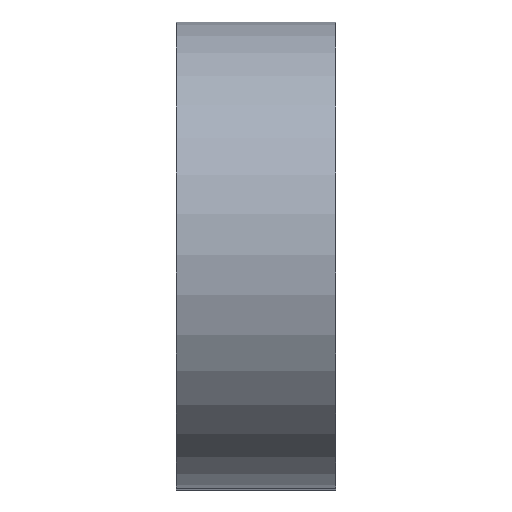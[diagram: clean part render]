
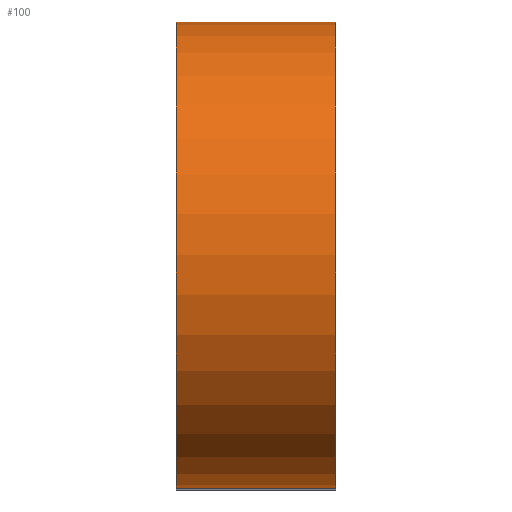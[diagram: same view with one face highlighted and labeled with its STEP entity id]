
A CAD part, top view. The second image highlights one B-rep face of the part: STEP entity #100.
In plain terms, the highlighted cylindrical face has radius 17.5 mm (diameter 35 mm), a partial arc.
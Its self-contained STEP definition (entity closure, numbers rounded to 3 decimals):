
#17=CIRCLE('',#129,17.5);
#18=CIRCLE('',#130,17.5);
#20=CYLINDRICAL_SURFACE('',#128,17.5);
#24=FACE_OUTER_BOUND('',#30,.T.);
#30=EDGE_LOOP('',(#81,#82,#83,#84));
#34=LINE('',#169,#42);
#40=LINE('',#184,#48);
#42=VECTOR('',#138,10.);
#48=VECTOR('',#152,10.);
#50=VERTEX_POINT('',#166);
#51=VERTEX_POINT('',#168);
#55=VERTEX_POINT('',#180);
#56=VERTEX_POINT('',#182);
#58=EDGE_CURVE('',#50,#51,#34,.T.);
#66=EDGE_CURVE('',#55,#56,#40,.T.);
#67=EDGE_CURVE('',#50,#55,#17,.T.);
#68=EDGE_CURVE('',#51,#56,#18,.T.);
#81=ORIENTED_EDGE('',*,*,#67,.T.);
#82=ORIENTED_EDGE('',*,*,#66,.T.);
#83=ORIENTED_EDGE('',*,*,#68,.F.);
#84=ORIENTED_EDGE('',*,*,#58,.F.);
#100=ADVANCED_FACE('',(#24),#20,.T.);
#128=AXIS2_PLACEMENT_3D('',#185,#153,#154);
#129=AXIS2_PLACEMENT_3D('',#186,#155,#156);
#130=AXIS2_PLACEMENT_3D('',#187,#157,#158);
#138=DIRECTION('',(1.,0.,0.));
#152=DIRECTION('',(1.,0.,0.));
#153=DIRECTION('center_axis',(1.,0.,0.));
#154=DIRECTION('ref_axis',(0.,1.,0.));
#155=DIRECTION('center_axis',(1.,0.,0.));
#156=DIRECTION('ref_axis',(0.,1.,0.));
#157=DIRECTION('center_axis',(1.,0.,0.));
#158=DIRECTION('ref_axis',(0.,1.,0.));
#166=CARTESIAN_POINT('',(0.,17.5,0.));
#168=CARTESIAN_POINT('',(12.,17.5,0.));
#169=CARTESIAN_POINT('',(0.,17.5,0.));
#180=CARTESIAN_POINT('',(0.,-17.5,0.));
#182=CARTESIAN_POINT('',(12.,-17.5,0.));
#184=CARTESIAN_POINT('',(0.,-17.5,0.));
#185=CARTESIAN_POINT('Origin',(0.,0.,0.));
#186=CARTESIAN_POINT('Origin',(0.,0.,0.));
#187=CARTESIAN_POINT('Origin',(12.,0.,0.));
